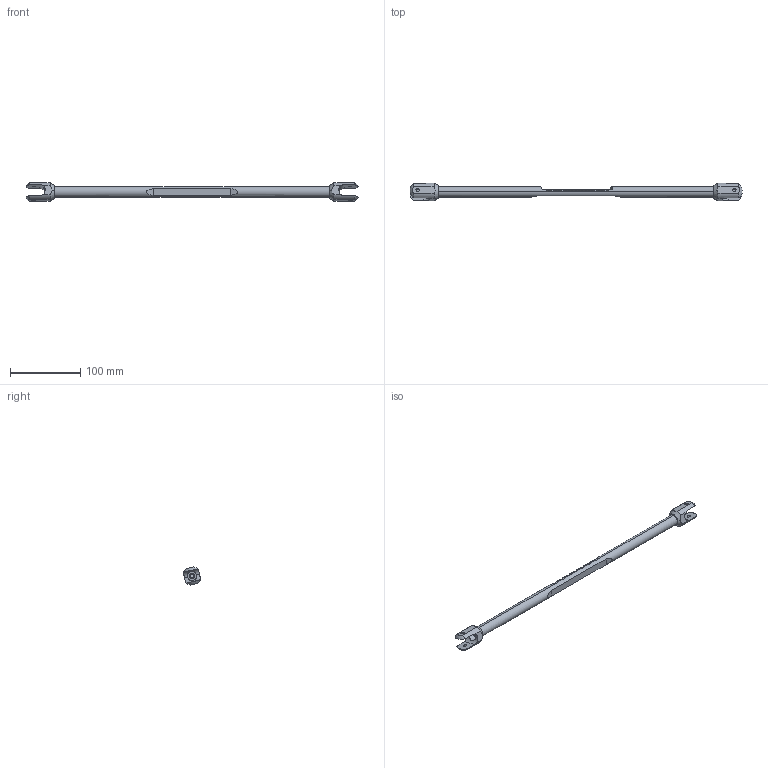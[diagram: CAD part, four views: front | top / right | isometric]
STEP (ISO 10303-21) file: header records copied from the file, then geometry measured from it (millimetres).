
FILE_DESCRIPTION(('CATIA V5 STEP Exchange'),'2;1');
FILE_NAME('Steering Rack_int.stp','2020-04-14T11:28:11+00:00',('none'),('none'),'CATIA Version 5-6 Release 2016','CATIA V5 STEP AP203','none');
FILE_SCHEMA(('CONFIG_CONTROL_DESIGN'));
Length unit declared in the file: millimetre
Products named in the file (1): Steering Rack_int
Bounding box: 471.8 x 24.68 x 25.7 mm (x, y, z)
Volume: 68974.3 mm3; surface area: 33475.8 mm2
Topology: 3 solids, 3 shells, 197 faces, 498 edges, 314 vertices
Faces by surface type: plane 106, cylinder 79, cone 8, revolution 4
Entity records: 8217 total; most frequent: CARTESIAN_POINT 4182, ORIENTED_EDGE 996, DIRECTION 520, EDGE_CURVE 498, VERTEX_POINT 314, VECTOR 268, LINE 268, EDGE_LOOP 216
